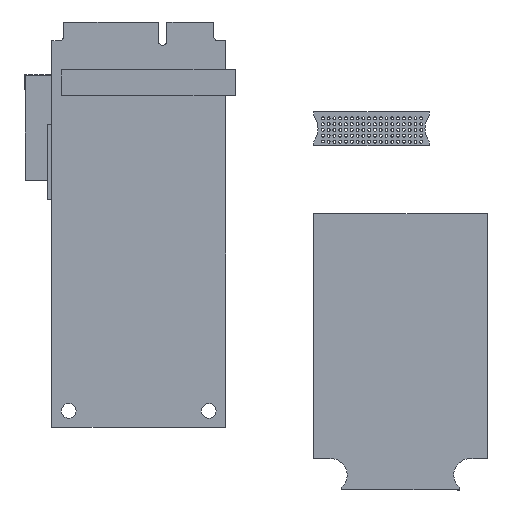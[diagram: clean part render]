
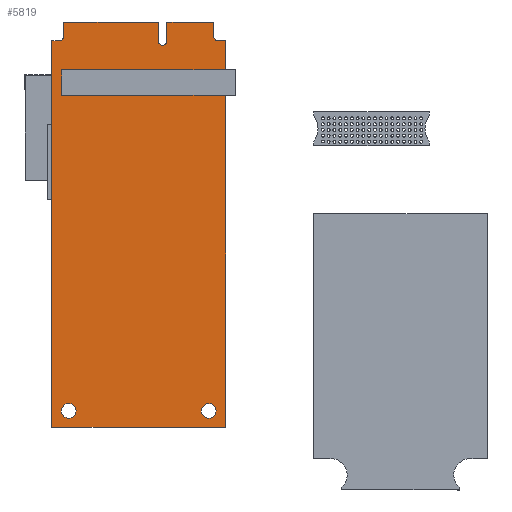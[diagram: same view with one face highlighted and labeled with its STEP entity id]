
A CAD part, top view. The second image highlights one B-rep face of the part: STEP entity #5819.
In plain terms, the highlighted planar face has unit normal (0, 0, 1).
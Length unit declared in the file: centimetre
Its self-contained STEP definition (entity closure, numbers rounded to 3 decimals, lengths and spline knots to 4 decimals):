
#2191=VERTEX_POINT('',#19829);
#2192=VERTEX_POINT('',#19830);
#2195=VERTEX_POINT('',#19838);
#2197=VERTEX_POINT('',#19844);
#2199=VERTEX_POINT('',#19850);
#2201=VERTEX_POINT('',#19856);
#2203=VERTEX_POINT('',#19862);
#2205=VERTEX_POINT('',#19868);
#2207=VERTEX_POINT('',#19874);
#2209=VERTEX_POINT('',#19880);
#2211=VERTEX_POINT('',#19886);
#2213=VERTEX_POINT('',#19892);
#2215=VERTEX_POINT('',#19898);
#2217=VERTEX_POINT('',#19904);
#2219=VERTEX_POINT('',#19913);
#2221=VERTEX_POINT('',#19918);
#2683=EDGE_CURVE('',#2191,#2192,#7911,.T.);
#2687=EDGE_CURVE('',#2192,#2195,#7915,.T.);
#2690=EDGE_CURVE('',#2195,#2197,#7156,.T.);
#2693=EDGE_CURVE('',#2197,#2199,#7919,.T.);
#2696=EDGE_CURVE('',#2199,#2201,#7922,.T.);
#2699=EDGE_CURVE('',#2201,#2203,#7925,.T.);
#2702=EDGE_CURVE('',#2203,#2205,#7158,.T.);
#2705=EDGE_CURVE('',#2205,#2207,#7929,.T.);
#2708=EDGE_CURVE('',#2207,#2209,#7932,.T.);
#2711=EDGE_CURVE('',#2209,#2211,#7935,.T.);
#2714=EDGE_CURVE('',#2211,#2213,#7160,.T.);
#2717=EDGE_CURVE('',#2213,#2215,#7939,.T.);
#2720=EDGE_CURVE('',#2215,#2217,#7942,.T.);
#2723=EDGE_CURVE('',#2217,#2191,#7945,.T.);
#2725=EDGE_CURVE('',#2219,#2219,#7162,.T.);
#2727=EDGE_CURVE('',#2221,#2221,#7164,.T.);
#3387=ORIENTED_EDGE('',*,*,#2727,.F.);
#3388=ORIENTED_EDGE('',*,*,#2725,.F.);
#3389=ORIENTED_EDGE('',*,*,#2683,.F.);
#3390=ORIENTED_EDGE('',*,*,#2723,.F.);
#3391=ORIENTED_EDGE('',*,*,#2720,.F.);
#3392=ORIENTED_EDGE('',*,*,#2717,.F.);
#3393=ORIENTED_EDGE('',*,*,#2714,.F.);
#3394=ORIENTED_EDGE('',*,*,#2711,.F.);
#3395=ORIENTED_EDGE('',*,*,#2708,.F.);
#3396=ORIENTED_EDGE('',*,*,#2705,.F.);
#3397=ORIENTED_EDGE('',*,*,#2702,.F.);
#3398=ORIENTED_EDGE('',*,*,#2699,.F.);
#3399=ORIENTED_EDGE('',*,*,#2696,.F.);
#3400=ORIENTED_EDGE('',*,*,#2693,.F.);
#3401=ORIENTED_EDGE('',*,*,#2690,.F.);
#3402=ORIENTED_EDGE('',*,*,#2687,.F.);
#4633=EDGE_LOOP('',(#3387));
#4634=EDGE_LOOP('',(#3388));
#4635=EDGE_LOOP('',(#3389,#3390,#3391,#3392,#3393,#3394,#3395,#3396,#3397,
#3398,#3399,#3400,#3401,#3402));
#5227=FACE_BOUND('',#4633,.T.);
#5228=FACE_BOUND('',#4634,.T.);
#5229=FACE_BOUND('',#4635,.T.);
#5819=ADVANCED_FACE('',(#5227,#5228,#5229),#18197,.T.);
#7156=CIRCLE('',#16866,0.08);
#7158=CIRCLE('',#16872,0.078);
#7160=CIRCLE('',#16878,0.08);
#7162=CIRCLE('',#16884,0.127);
#7164=CIRCLE('',#16887,0.127);
#7911=LINE('',#19828,#17513);
#7915=LINE('',#19837,#17517);
#7919=LINE('',#19849,#17521);
#7922=LINE('',#19855,#17524);
#7925=LINE('',#19861,#17527);
#7929=LINE('',#19873,#17531);
#7932=LINE('',#19879,#17534);
#7935=LINE('',#19885,#17537);
#7939=LINE('',#19897,#17541);
#7942=LINE('',#19903,#17544);
#7945=LINE('',#19909,#17547);
#16866=AXIS2_PLACEMENT_3D('',#19843,#23107,#23108);
#16872=AXIS2_PLACEMENT_3D('',#19867,#23126,#23127);
#16878=AXIS2_PLACEMENT_3D('',#19891,#23145,#23146);
#16884=AXIS2_PLACEMENT_3D('',#19912,#23163,#23164);
#16887=AXIS2_PLACEMENT_3D('',#19917,#23169,#23170);
#16889=AXIS2_PLACEMENT_3D('',#19921,#23173,$);
#17513=VECTOR('',#23097,1.);
#17517=VECTOR('',#23102,1.);
#17521=VECTOR('',#23113,1.);
#17524=VECTOR('',#23117,1.);
#17527=VECTOR('',#23121,1.);
#17531=VECTOR('',#23132,1.);
#17534=VECTOR('',#23136,1.);
#17537=VECTOR('',#23140,1.);
#17541=VECTOR('',#23151,1.);
#17544=VECTOR('',#23155,1.);
#17547=VECTOR('',#23159,1.);
#18197=PLANE('',#16889);
#19828=CARTESIAN_POINT('',(-4.5217,-1.5407,0.1143));
#19829=CARTESIAN_POINT('',(-4.5217,-1.5407,0.1143));
#19830=CARTESIAN_POINT('',(-4.5217,5.1373,0.1143));
#19837=CARTESIAN_POINT('',(-4.5217,5.1373,0.1143));
#19838=CARTESIAN_POINT('',(-4.3937,5.1373,0.1143));
#19843=CARTESIAN_POINT('',(-4.3937,5.2173,0.1143));
#19844=CARTESIAN_POINT('',(-4.3137,5.2173,0.1143));
#19849=CARTESIAN_POINT('',(-4.3137,5.2173,0.1143));
#19850=CARTESIAN_POINT('',(-4.3137,5.4593,0.1143));
#19855=CARTESIAN_POINT('',(-4.3137,5.4593,0.1143));
#19856=CARTESIAN_POINT('',(-2.6837,5.4593,0.1143));
#19861=CARTESIAN_POINT('',(-2.6837,5.4593,0.1143));
#19862=CARTESIAN_POINT('',(-2.6837,5.1158,0.1143));
#19867=CARTESIAN_POINT('',(-2.6087,5.1373,0.1143));
#19868=CARTESIAN_POINT('',(-2.5337,5.1158,0.1143));
#19873=CARTESIAN_POINT('',(-2.5337,5.1158,0.1143));
#19874=CARTESIAN_POINT('',(-2.5337,5.4593,0.1143));
#19879=CARTESIAN_POINT('',(-2.5337,5.4593,0.1143));
#19880=CARTESIAN_POINT('',(-1.7287,5.4593,0.1143));
#19885=CARTESIAN_POINT('',(-1.7287,5.4593,0.1143));
#19886=CARTESIAN_POINT('',(-1.7287,5.2173,0.1143));
#19891=CARTESIAN_POINT('',(-1.6487,5.2173,0.1143));
#19892=CARTESIAN_POINT('',(-1.6487,5.1373,0.1143));
#19897=CARTESIAN_POINT('',(-1.6487,5.1373,0.1143));
#19898=CARTESIAN_POINT('',(-1.5207,5.1373,0.1143));
#19903=CARTESIAN_POINT('',(-1.5207,5.1373,0.1143));
#19904=CARTESIAN_POINT('',(-1.5207,-1.5407,0.1143));
#19909=CARTESIAN_POINT('',(-1.5207,-1.5407,0.1143));
#19912=CARTESIAN_POINT('',(-4.2308,-1.2565,0.1143));
#19913=CARTESIAN_POINT('',(-4.1038,-1.2565,0.1143));
#19917=CARTESIAN_POINT('',(-1.8117,-1.2567,0.1143));
#19918=CARTESIAN_POINT('',(-1.6847,-1.2567,0.1143));
#19921=CARTESIAN_POINT('',(-3.0065,2.058,0.1143));
#23097=DIRECTION('',(0.,1.,0.));
#23102=DIRECTION('',(1.,0.,0.));
#23107=DIRECTION('',(0.,0.,1.));
#23108=DIRECTION('',(0.08,0.,0.));
#23113=DIRECTION('',(0.,1.,0.));
#23117=DIRECTION('',(1.,0.,0.));
#23121=DIRECTION('',(0.,-1.,0.));
#23126=DIRECTION('',(0.,0.,1.));
#23127=DIRECTION('',(0.078,0.,0.));
#23132=DIRECTION('',(0.,1.,0.));
#23136=DIRECTION('',(1.,0.,0.));
#23140=DIRECTION('',(0.,-1.,0.));
#23145=DIRECTION('',(0.,0.,1.));
#23146=DIRECTION('',(0.08,0.,0.));
#23151=DIRECTION('',(1.,0.,0.));
#23155=DIRECTION('',(0.,-1.,0.));
#23159=DIRECTION('',(-1.,0.,0.));
#23163=DIRECTION('',(0.,0.,1.));
#23164=DIRECTION('',(0.127,0.,0.));
#23169=DIRECTION('',(0.,0.,1.));
#23170=DIRECTION('',(0.127,0.,0.));
#23173=DIRECTION('',(0.,0.,1.));
